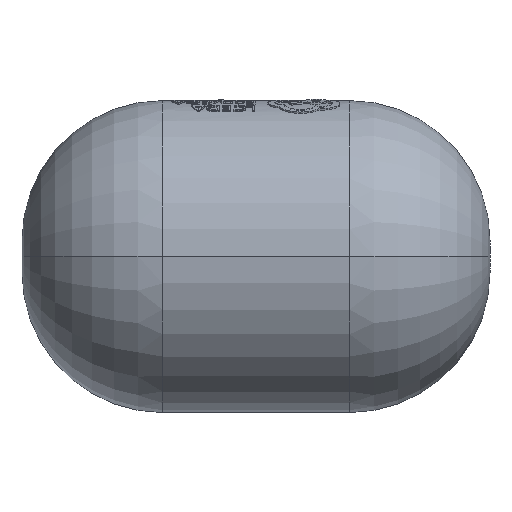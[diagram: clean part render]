
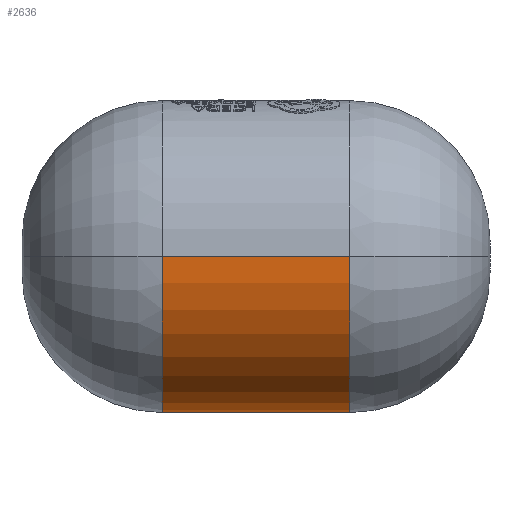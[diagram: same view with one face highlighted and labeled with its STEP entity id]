
A CAD part, top view. The second image highlights one B-rep face of the part: STEP entity #2636.
In plain terms, the highlighted cylindrical face has radius 1 mm (diameter 2 mm), a partial arc.
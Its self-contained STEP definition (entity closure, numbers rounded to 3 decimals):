
#93 = CARTESIAN_POINT ( 'NONE',  ( -1.5, -1., 2. ) ) ;
#736 = VECTOR ( 'NONE', #6161, 1000. ) ;
#772 = VERTEX_POINT ( 'NONE', #13135 ) ;
#1038 = CARTESIAN_POINT ( 'NONE',  ( 0., 0., 2. ) ) ;
#1075 = CIRCLE ( 'NONE', #3873, 1. ) ;
#1197 = DIRECTION ( 'NONE',  ( -1., 0., 0. ) ) ;
#1361 = AXIS2_PLACEMENT_3D ( 'NONE', #1038, #7989, #13076 ) ;
#1846 = DIRECTION ( 'NONE',  ( 0., 0., 1. ) ) ;
#2627 = AXIS2_PLACEMENT_3D ( 'NONE', #5373, #11525, #6441 ) ;
#2636 = ADVANCED_FACE ( 'NONE', ( #4813 ), #11283, .T. ) ;
#2833 = CARTESIAN_POINT ( 'NONE',  ( -0.6, -1., 2. ) ) ;
#3873 = AXIS2_PLACEMENT_3D ( 'NONE', #10084, #9068, #1846 ) ;
#4464 = ORIENTED_EDGE ( 'NONE', *, *, #11470, .F. ) ;
#4813 = FACE_OUTER_BOUND ( 'NONE', #10364, .T. ) ;
#5365 = ORIENTED_EDGE ( 'NONE', *, *, #11265, .T. ) ;
#5373 = CARTESIAN_POINT ( 'NONE',  ( -0.6, 0., 2. ) ) ;
#6161 = DIRECTION ( 'NONE',  ( -1., 0., 0. ) ) ;
#6209 = VECTOR ( 'NONE', #1197, 1000. ) ;
#6225 = EDGE_CURVE ( 'NONE', #772, #10102, #1075, .T. ) ;
#6363 = LINE ( 'NONE', #93, #736 ) ;
#6441 = DIRECTION ( 'NONE',  ( 0., 0., -1. ) ) ;
#7155 = CARTESIAN_POINT ( 'NONE',  ( -0.6, 0., 3. ) ) ;
#7989 = DIRECTION ( 'NONE',  ( 1., 0., 0. ) ) ;
#9068 = DIRECTION ( 'NONE',  ( -1., 0., 0. ) ) ;
#9155 = CARTESIAN_POINT ( 'NONE',  ( 0., 0., 3. ) ) ;
#9221 = VERTEX_POINT ( 'NONE', #7155 ) ;
#9236 = CIRCLE ( 'NONE', #2627, 1. ) ;
#9842 = EDGE_CURVE ( 'NONE', #10102, #9221, #12422, .T. ) ;
#10084 = CARTESIAN_POINT ( 'NONE',  ( 0.6, 0., 2. ) ) ;
#10102 = VERTEX_POINT ( 'NONE', #12038 ) ;
#10364 = EDGE_LOOP ( 'NONE', ( #12405, #5365, #4464, #11655 ) ) ;
#11265 = EDGE_CURVE ( 'NONE', #9221, #11363, #9236, .T. ) ;
#11283 = CYLINDRICAL_SURFACE ( 'NONE', #1361, 1. ) ;
#11363 = VERTEX_POINT ( 'NONE', #2833 ) ;
#11470 = EDGE_CURVE ( 'NONE', #772, #11363, #6363, .T. ) ;
#11525 = DIRECTION ( 'NONE',  ( 1., 0., 0. ) ) ;
#11655 = ORIENTED_EDGE ( 'NONE', *, *, #6225, .T. ) ;
#12038 = CARTESIAN_POINT ( 'NONE',  ( 0.6, 0., 3. ) ) ;
#12405 = ORIENTED_EDGE ( 'NONE', *, *, #9842, .T. ) ;
#12422 = LINE ( 'NONE', #9155, #6209 ) ;
#13076 = DIRECTION ( 'NONE',  ( 0., 1., 0. ) ) ;
#13135 = CARTESIAN_POINT ( 'NONE',  ( 0.6, -1., 2. ) ) ;
